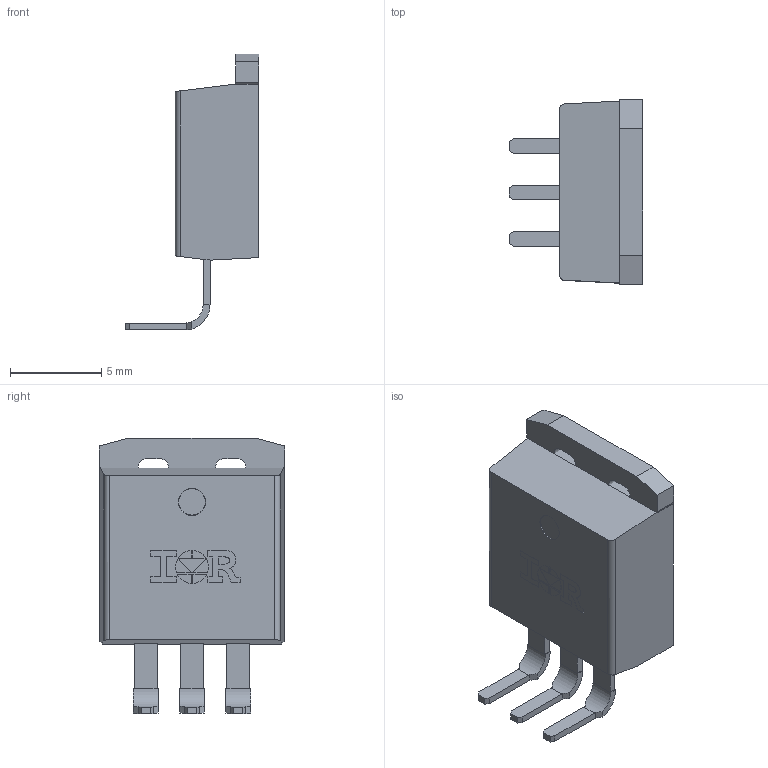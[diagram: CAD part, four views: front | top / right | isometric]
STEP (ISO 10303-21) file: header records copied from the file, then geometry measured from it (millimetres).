
FILE_DESCRIPTION(/* description */ (''),/* implementation_level */ '2;1');
FILE_NAME(/* name */ 'PG-TO262-3-7_Z8B00240203_V02_3D.stp',/* time_stamp */ '2025-04-02T16:48:48+05:30',/* author */ ('sivamani'),/* organization */ (''),/* preprocessor_version */ 'ST-DEVELOPER v19.2',/* originating_system */ 'AutoCAD Mechanical',/* authorisation */ '');
FILE_SCHEMA (('AUTOMOTIVE_DESIGN { 1 0 10303 214 3 1 1 }'));
Length unit declared in the file: millimetre
Products named in the file (1): Product
Bounding box: 7.32 x 10.16 x 15.13 mm (x, y, z)
Volume: 490.8 mm3; surface area: 581.5 mm2
Topology: 11 solids, 11 shells, 174 faces, 452 edges, 301 vertices
Faces by surface type: plane 138, cylinder 35, torus 1
Full cylindrical faces by diameter (mm): 1.5 x1
Entity records: 5346 total; most frequent: CARTESIAN_POINT 928, ORIENTED_EDGE 904, DIRECTION 898, EDGE_CURVE 452, LINE 356, VECTOR 356, VERTEX_POINT 301, AXIS2_PLACEMENT_3D 271
